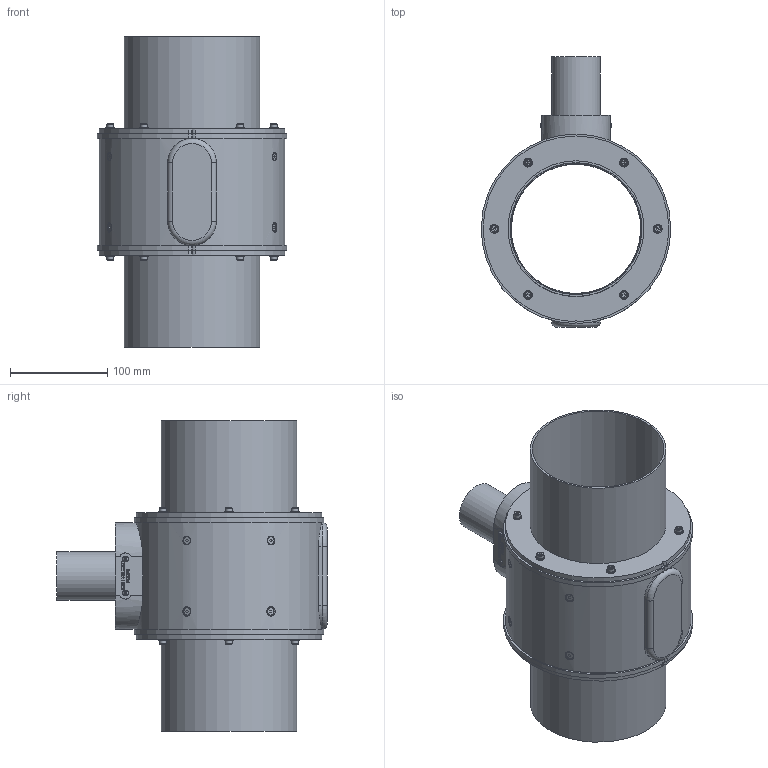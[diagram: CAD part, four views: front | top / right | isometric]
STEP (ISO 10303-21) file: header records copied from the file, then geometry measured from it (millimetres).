
FILE_DESCRIPTION (( 'STEP AP214' ), '1' );
FILE_NAME ('P-133-030-rev-B-IP.STEP', '2025-03-12T07:36:55', ( '' ), ( '' ), 'SwSTEP 2.0', 'SolidWorks 2024', '' );
FILE_SCHEMA (( 'AUTOMOTIVE_DESIGN' ));
Length unit declared in the file: millimetre
Products named in the file (1): P-133-030-rev-B-IP
Bounding box: 194.97 x 278 x 320.06 mm (x, y, z)
Volume: 2325339.9 mm3; surface area: 357816.2 mm2
Topology: 1 solids, 19 shells, 969 faces, 2355 edges, 1539 vertices
Faces by surface type: plane 636, cylinder 142, bspline 122, cone 37, torus 28, sphere 4
Full cylindrical faces by diameter (mm): 4 x12, 4.6 x12, 5.7 x4, 7 x12, 7.64 x8, 8.5 x6, 9 x12, 9.64 x5, 50 x1, 133 x1, 135.7 x2, 139.7 x2, 189 x2
Entity records: 36509 total; most frequent: CARTESIAN_POINT 10207, ORIENTED_EDGE 4286, DIRECTION 3552, EDGE_CURVE 2143, VERTEX_POINT 1461, EDGE_LOOP 1244, AXIS2_PLACEMENT_3D 1208, VECTOR 1136
